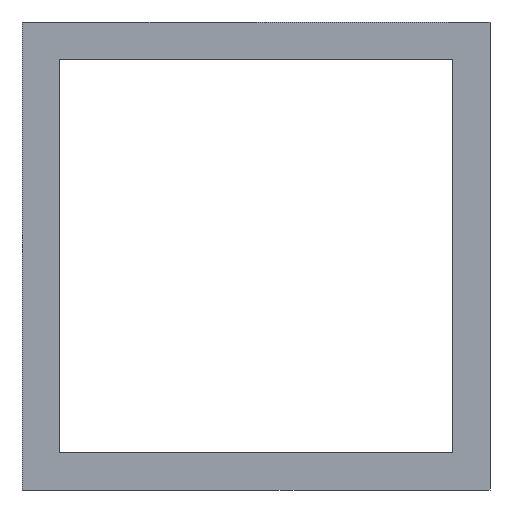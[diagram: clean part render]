
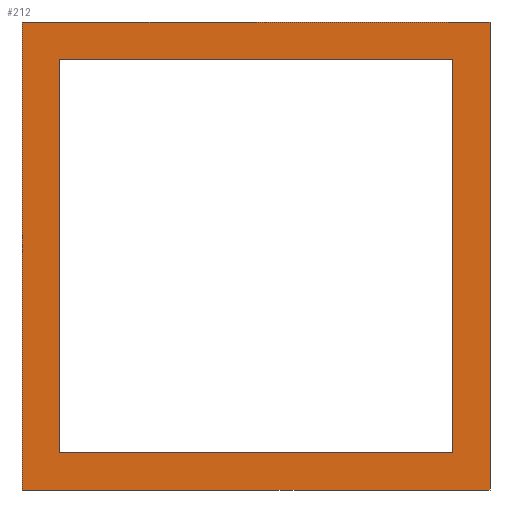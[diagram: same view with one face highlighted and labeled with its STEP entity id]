
A CAD part, front view. The second image highlights one B-rep face of the part: STEP entity #212.
In plain terms, the highlighted planar face has unit normal (0, -1, 0).
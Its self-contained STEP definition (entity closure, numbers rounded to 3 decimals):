
#24 = VERTEX_POINT('',#25);
#25 = CARTESIAN_POINT('',(-12.5,-610.,12.5));
#31 = EDGE_CURVE('',#24,#32,#34,.T.);
#32 = VERTEX_POINT('',#33);
#33 = CARTESIAN_POINT('',(12.5,-610.,12.5));
#34 = LINE('',#35,#36);
#35 = CARTESIAN_POINT('',(-12.5,-610.,12.5));
#36 = VECTOR('',#37,1.);
#37 = DIRECTION('',(1.,0.,0.));
#97 = VERTEX_POINT('',#98);
#98 = CARTESIAN_POINT('',(-12.5,-610.,-12.5));
#104 = EDGE_CURVE('',#97,#24,#105,.T.);
#105 = LINE('',#106,#107);
#106 = CARTESIAN_POINT('',(-12.5,-610.,-12.5));
#107 = VECTOR('',#108,1.);
#108 = DIRECTION('',(0.,0.,1.));
#212 = ADVANCED_FACE('',(#213,#231),#265,.F.);
#213 = FACE_BOUND('',#214,.F.);
#214 = EDGE_LOOP('',(#215,#216,#224,#230));
#215 = ORIENTED_EDGE('',*,*,#31,.T.);
#216 = ORIENTED_EDGE('',*,*,#217,.T.);
#217 = EDGE_CURVE('',#32,#218,#220,.T.);
#218 = VERTEX_POINT('',#219);
#219 = CARTESIAN_POINT('',(12.5,-610.,-12.5));
#220 = LINE('',#221,#222);
#221 = CARTESIAN_POINT('',(12.5,-610.,12.5));
#222 = VECTOR('',#223,1.);
#223 = DIRECTION('',(0.,0.,-1.));
#224 = ORIENTED_EDGE('',*,*,#225,.T.);
#225 = EDGE_CURVE('',#218,#97,#226,.T.);
#226 = LINE('',#227,#228);
#227 = CARTESIAN_POINT('',(12.5,-610.,-12.5));
#228 = VECTOR('',#229,1.);
#229 = DIRECTION('',(-1.,0.,0.));
#230 = ORIENTED_EDGE('',*,*,#104,.T.);
#231 = FACE_BOUND('',#232,.T.);
#232 = EDGE_LOOP('',(#233,#243,#251,#259));
#233 = ORIENTED_EDGE('',*,*,#234,.T.);
#234 = EDGE_CURVE('',#235,#237,#239,.T.);
#235 = VERTEX_POINT('',#236);
#236 = CARTESIAN_POINT('',(-10.5,-610.,10.5));
#237 = VERTEX_POINT('',#238);
#238 = CARTESIAN_POINT('',(10.5,-610.,10.5));
#239 = LINE('',#240,#241);
#240 = CARTESIAN_POINT('',(-10.5,-610.,10.5));
#241 = VECTOR('',#242,1.);
#242 = DIRECTION('',(1.,0.,0.));
#243 = ORIENTED_EDGE('',*,*,#244,.T.);
#244 = EDGE_CURVE('',#237,#245,#247,.T.);
#245 = VERTEX_POINT('',#246);
#246 = CARTESIAN_POINT('',(10.5,-610.,-10.5));
#247 = LINE('',#248,#249);
#248 = CARTESIAN_POINT('',(10.5,-610.,10.5));
#249 = VECTOR('',#250,1.);
#250 = DIRECTION('',(0.,0.,-1.));
#251 = ORIENTED_EDGE('',*,*,#252,.T.);
#252 = EDGE_CURVE('',#245,#253,#255,.T.);
#253 = VERTEX_POINT('',#254);
#254 = CARTESIAN_POINT('',(-10.5,-610.,-10.5));
#255 = LINE('',#256,#257);
#256 = CARTESIAN_POINT('',(10.5,-610.,-10.5));
#257 = VECTOR('',#258,1.);
#258 = DIRECTION('',(-1.,0.,0.));
#259 = ORIENTED_EDGE('',*,*,#260,.T.);
#260 = EDGE_CURVE('',#253,#235,#261,.T.);
#261 = LINE('',#262,#263);
#262 = CARTESIAN_POINT('',(-10.5,-610.,-10.5));
#263 = VECTOR('',#264,1.);
#264 = DIRECTION('',(0.,0.,1.));
#265 = PLANE('',#266);
#266 = AXIS2_PLACEMENT_3D('',#267,#268,#269);
#267 = CARTESIAN_POINT('',(0.,-610.,0.));
#268 = DIRECTION('',(0.,1.,0.));
#269 = DIRECTION('',(0.,0.,1.));
